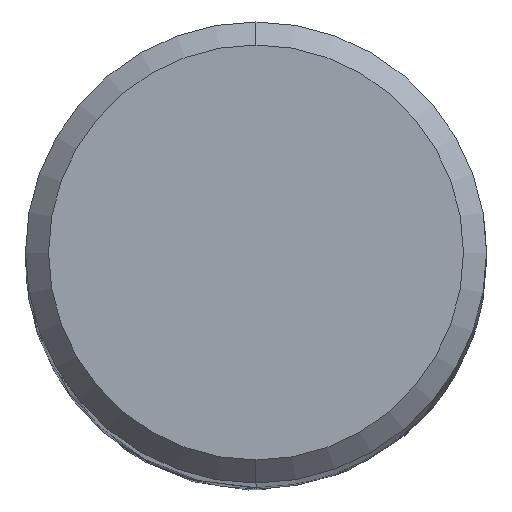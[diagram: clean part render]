
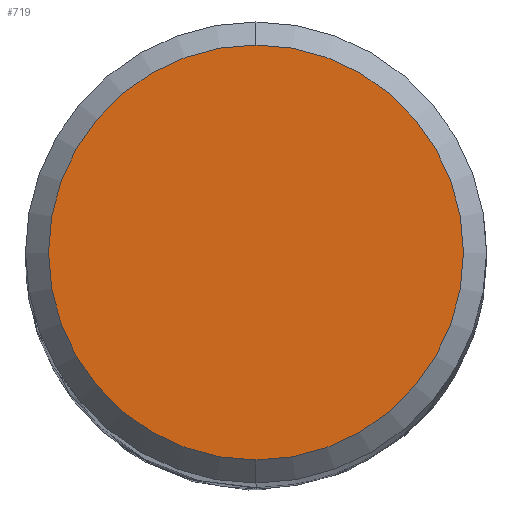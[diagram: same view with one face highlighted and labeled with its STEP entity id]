
A CAD part, top view. The second image highlights one B-rep face of the part: STEP entity #719.
In plain terms, the highlighted planar face has unit normal (0, 0, 1).
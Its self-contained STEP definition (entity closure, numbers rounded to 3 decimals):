
#531=EDGE_CURVE('',#687,#649,#1059,.T.);
#557=EDGE_CURVE('',#649,#687,#1090,.T.);
#649=VERTEX_POINT('',#1193);
#687=VERTEX_POINT('',#1234);
#719=ADVANCED_FACE('',(#1268),#1269,.T.);
#1059=CIRCLE('',#3876,3.6);
#1090=CIRCLE('',#3963,3.6);
#1193=CARTESIAN_POINT('',(0.0,3.6,0.0));
#1234=CARTESIAN_POINT('',(0.,-3.6,0.0));
#1268=FACE_OUTER_BOUND('',#4616,.T.);
#1269=PLANE('',#4617);
#3876=AXIS2_PLACEMENT_3D('',#5107,#5108,#5109);
#3963=AXIS2_PLACEMENT_3D('',#5169,#5170,#5171);
#4616=EDGE_LOOP('',(#5355,#5356));
#4617=AXIS2_PLACEMENT_3D('',#5357,#5358,#5359);
#5107=CARTESIAN_POINT('',(0.0,0.0,0.0));
#5108=DIRECTION('',(0.0,0.0,-1.0));
#5109=DIRECTION('',(0.0,1.0,0.0));
#5169=CARTESIAN_POINT('',(0.0,0.0,0.0));
#5170=DIRECTION('',(0.0,0.0,-1.0));
#5171=DIRECTION('',(0.0,1.0,0.0));
#5355=ORIENTED_EDGE('',*,*,#557,.F.);
#5356=ORIENTED_EDGE('',*,*,#531,.F.);
#5357=CARTESIAN_POINT('',(0.0,1.8,0.0));
#5358=DIRECTION('',(-0.0,0.0,1.0));
#5359=DIRECTION('',(0.0,-1.0,0.0));
